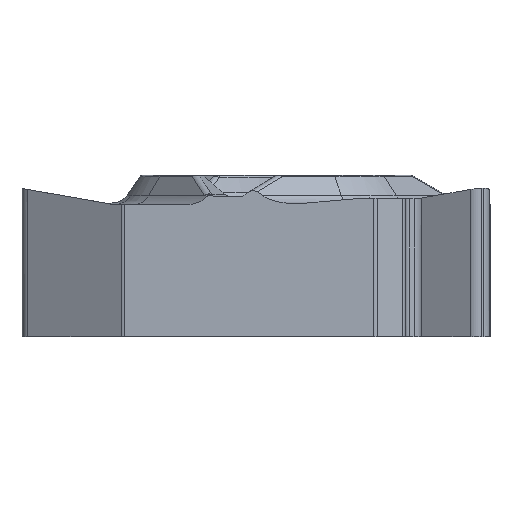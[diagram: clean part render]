
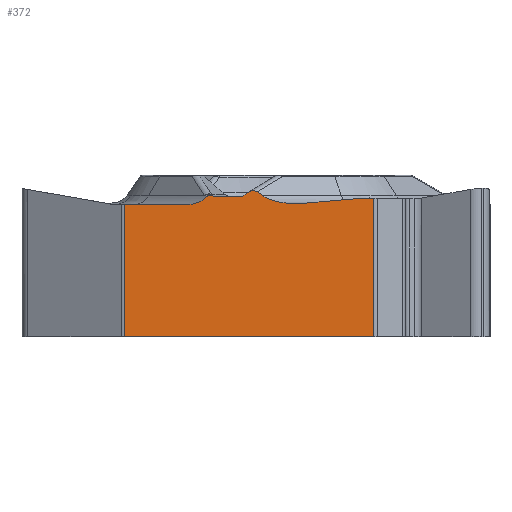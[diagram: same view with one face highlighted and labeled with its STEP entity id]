
A CAD part, left-side view. The second image highlights one B-rep face of the part: STEP entity #372.
In plain terms, the highlighted planar face has unit normal (-1, 0, 0).
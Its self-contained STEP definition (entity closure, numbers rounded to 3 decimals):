
#97=ELLIPSE('',#2836,1.5,0.75);
#98=ELLIPSE('',#2837,0.304,0.205);
#99=ELLIPSE('',#2838,0.309,0.3);
#100=ELLIPSE('',#2839,0.309,0.3);
#101=ELLIPSE('',#2840,0.884,0.75);
#212=FACE_OUTER_BOUND('',#594,.T.);
#372=ADVANCED_FACE('',(#212),#535,.F.);
#535=PLANE('',#2841);
#594=EDGE_LOOP('',(#937,#938,#939,#940,#941,#942,#943,#944,#945,#946,#947,
#948,#949,#950,#951));
#937=ORIENTED_EDGE('',*,*,#1973,.F.);
#938=ORIENTED_EDGE('',*,*,#2009,.T.);
#939=ORIENTED_EDGE('',*,*,#2010,.T.);
#940=ORIENTED_EDGE('',*,*,#2011,.T.);
#941=ORIENTED_EDGE('',*,*,#2012,.T.);
#942=ORIENTED_EDGE('',*,*,#2013,.F.);
#943=ORIENTED_EDGE('',*,*,#2014,.F.);
#944=ORIENTED_EDGE('',*,*,#2015,.T.);
#945=ORIENTED_EDGE('',*,*,#2016,.T.);
#946=ORIENTED_EDGE('',*,*,#2017,.T.);
#947=ORIENTED_EDGE('',*,*,#2018,.T.);
#948=ORIENTED_EDGE('',*,*,#2019,.F.);
#949=ORIENTED_EDGE('',*,*,#2020,.T.);
#950=ORIENTED_EDGE('',*,*,#2021,.T.);
#951=ORIENTED_EDGE('',*,*,#2022,.T.);
#1720=VERTEX_POINT('',#4361);
#1721=VERTEX_POINT('',#4363);
#1753=VERTEX_POINT('',#4435);
#1754=VERTEX_POINT('',#4437);
#1755=VERTEX_POINT('',#4439);
#1756=VERTEX_POINT('',#4441);
#1757=VERTEX_POINT('',#4443);
#1758=VERTEX_POINT('',#4445);
#1759=VERTEX_POINT('',#4447);
#1760=VERTEX_POINT('',#4449);
#1761=VERTEX_POINT('',#4451);
#1762=VERTEX_POINT('',#4453);
#1763=VERTEX_POINT('',#4467);
#1764=VERTEX_POINT('',#4469);
#1765=VERTEX_POINT('',#4471);
#1973=EDGE_CURVE('',#1720,#1721,#2378,.T.);
#2009=EDGE_CURVE('',#1720,#1753,#2398,.T.);
#2010=EDGE_CURVE('',#1753,#1754,#2399,.T.);
#2011=EDGE_CURVE('',#1754,#1755,#2400,.T.);
#2012=EDGE_CURVE('',#1755,#1756,#97,.T.);
#2013=EDGE_CURVE('',#1757,#1756,#2401,.T.);
#2014=EDGE_CURVE('',#1758,#1757,#98,.T.);
#2015=EDGE_CURVE('',#1758,#1759,#2402,.T.);
#2016=EDGE_CURVE('',#1759,#1760,#99,.T.);
#2017=EDGE_CURVE('',#1760,#1761,#2403,.T.);
#2018=EDGE_CURVE('',#1761,#1762,#100,.T.);
#2019=EDGE_CURVE('',#1763,#1762,#2733,.T.);
#2020=EDGE_CURVE('',#1763,#1764,#101,.T.);
#2021=EDGE_CURVE('',#1764,#1765,#2404,.T.);
#2022=EDGE_CURVE('',#1765,#1721,#2405,.T.);
#2378=LINE('',#4362,#2555);
#2398=LINE('',#4434,#2575);
#2399=LINE('',#4436,#2576);
#2400=LINE('',#4438,#2577);
#2401=LINE('',#4442,#2578);
#2402=LINE('',#4446,#2579);
#2403=LINE('',#4450,#2580);
#2404=LINE('',#4470,#2581);
#2405=LINE('',#4472,#2582);
#2555=VECTOR('',#3142,1.);
#2575=VECTOR('',#3202,1.);
#2576=VECTOR('',#3203,1.);
#2577=VECTOR('',#3204,1.);
#2578=VECTOR('',#3207,1.);
#2579=VECTOR('',#3210,1.);
#2580=VECTOR('',#3213,1.);
#2581=VECTOR('',#3218,1.);
#2582=VECTOR('',#3219,1.);
#2733=B_SPLINE_CURVE_WITH_KNOTS('',3,(#4454,#4455,#4456,#4457,#4458,#4459,
#4460,#4461,#4462,#4463,#4464,#4465,#4466),.UNSPECIFIED.,.F.,.F.,(4,3,3,
3,4),(0.,0.251,0.501,0.761,1.),
 .UNSPECIFIED.);
#2836=AXIS2_PLACEMENT_3D('',#4440,#3205,#3206);
#2837=AXIS2_PLACEMENT_3D('',#4444,#3208,#3209);
#2838=AXIS2_PLACEMENT_3D('',#4448,#3211,#3212);
#2839=AXIS2_PLACEMENT_3D('',#4452,#3214,#3215);
#2840=AXIS2_PLACEMENT_3D('',#4468,#3216,#3217);
#2841=AXIS2_PLACEMENT_3D('',#4473,#3220,#3221);
#3142=DIRECTION('',(0.,1.,0.));
#3202=DIRECTION('',(0.,0.,1.));
#3203=DIRECTION('',(0.,1.,0.));
#3204=DIRECTION('',(0.,0.996,-0.088));
#3205=DIRECTION('',(1.,0.,0.));
#3206=DIRECTION('',(0.,1.,0.));
#3207=DIRECTION('',(0.,-0.814,-0.581));
#3208=DIRECTION('',(1.,0.,0.));
#3209=DIRECTION('',(0.,-0.858,0.514));
#3210=DIRECTION('',(0.,0.775,-0.631));
#3211=DIRECTION('',(1.,0.,0.));
#3212=DIRECTION('',(0.,-1.,0.));
#3213=DIRECTION('',(0.,1.,0.));
#3214=DIRECTION('',(1.,0.,0.));
#3215=DIRECTION('',(0.,-1.,0.));
#3216=DIRECTION('',(1.,0.,0.));
#3217=DIRECTION('',(0.,-1.,0.));
#3218=DIRECTION('',(0.,1.,0.));
#3219=DIRECTION('',(0.,0.,-1.));
#3220=DIRECTION('',(1.,0.,0.));
#3221=DIRECTION('',(0.,1.,0.));
#4361=CARTESIAN_POINT('',(-6.35,-3.9,-5.56));
#4362=CARTESIAN_POINT('',(-6.35,8.7,-5.56));
#4363=CARTESIAN_POINT('',(-6.35,5.45,-5.56));
#4434=CARTESIAN_POINT('',(-6.35,-3.9,-0.367));
#4435=CARTESIAN_POINT('',(-6.35,-3.9,-0.367));
#4436=CARTESIAN_POINT('',(-6.35,0.,-0.367));
#4437=CARTESIAN_POINT('',(-6.35,-3.441,-0.367));
#4438=CARTESIAN_POINT('',(-6.35,-2.246,-0.472));
#4439=CARTESIAN_POINT('',(-6.35,-1.196,-0.565));
#4440=CARTESIAN_POINT('',(-6.35,-0.935,0.174));
#4441=CARTESIAN_POINT('',(-6.35,0.293,-0.256));
#4442=CARTESIAN_POINT('',(-6.35,17.805,12.249));
#4443=CARTESIAN_POINT('',(-6.35,0.483,-0.121));
#4444=CARTESIAN_POINT('',(-6.35,0.704,-0.32));
#4445=CARTESIAN_POINT('',(-6.35,0.862,-0.181));
#4446=CARTESIAN_POINT('',(-6.35,-6.754,6.019));
#4447=CARTESIAN_POINT('',(-6.35,0.934,-0.24));
#4448=CARTESIAN_POINT('',(-6.35,1.132,-0.01));
#4449=CARTESIAN_POINT('',(-6.35,1.132,-0.31));
#4450=CARTESIAN_POINT('',(-6.35,8.7,-0.31));
#4451=CARTESIAN_POINT('',(-6.35,2.034,-0.31));
#4452=CARTESIAN_POINT('',(-6.35,2.034,-0.01));
#4453=CARTESIAN_POINT('',(-6.35,2.162,-0.283));
#4454=CARTESIAN_POINT('',(-6.35,2.401,-0.323));
#4455=CARTESIAN_POINT('',(-6.35,2.386,-0.307));
#4456=CARTESIAN_POINT('',(-6.35,2.369,-0.294));
#4457=CARTESIAN_POINT('',(-6.35,2.349,-0.285));
#4458=CARTESIAN_POINT('',(-6.35,2.33,-0.275));
#4459=CARTESIAN_POINT('',(-6.35,2.309,-0.268));
#4460=CARTESIAN_POINT('',(-6.35,2.288,-0.265));
#4461=CARTESIAN_POINT('',(-6.35,2.266,-0.262));
#4462=CARTESIAN_POINT('',(-6.35,2.243,-0.262));
#4463=CARTESIAN_POINT('',(-6.35,2.221,-0.266));
#4464=CARTESIAN_POINT('',(-6.35,2.2,-0.269));
#4465=CARTESIAN_POINT('',(-6.35,2.18,-0.275));
#4466=CARTESIAN_POINT('',(-6.35,2.162,-0.283));
#4467=CARTESIAN_POINT('',(-6.35,2.401,-0.323));
#4468=CARTESIAN_POINT('',(-6.35,3.09,0.147));
#4469=CARTESIAN_POINT('',(-6.35,3.09,-0.603));
#4470=CARTESIAN_POINT('',(-6.35,8.7,-0.603));
#4471=CARTESIAN_POINT('',(-6.35,5.45,-0.603));
#4472=CARTESIAN_POINT('',(-6.35,5.45,-5.56));
#4473=CARTESIAN_POINT('',(-6.35,8.7,25.));
